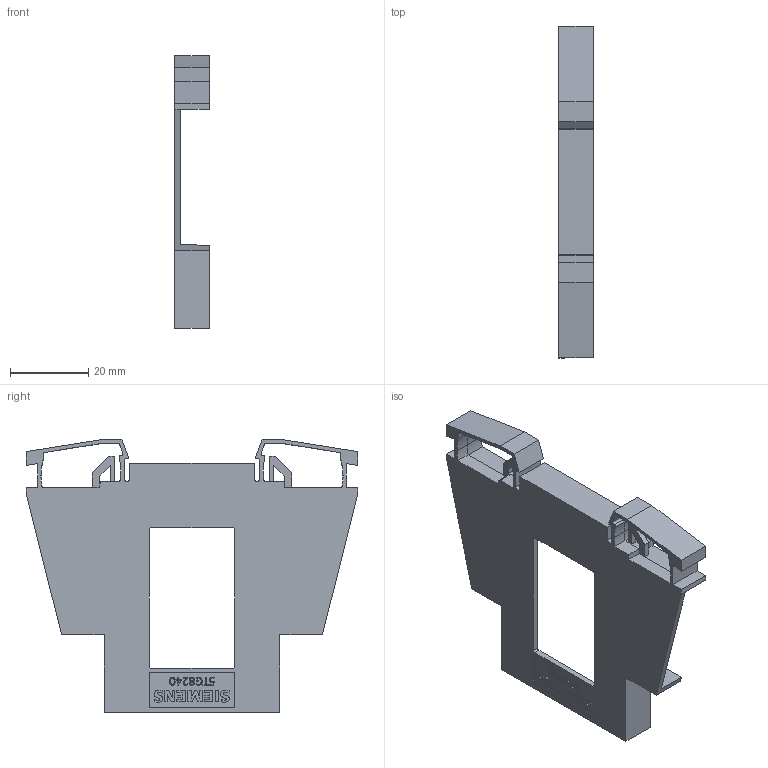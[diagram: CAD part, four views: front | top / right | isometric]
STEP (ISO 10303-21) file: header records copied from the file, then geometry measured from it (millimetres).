
FILE_DESCRIPTION(('STEP AP214'),'1');
FILE_NAME('cctmp_4A5FE488-8ACA-4F0D-9D9E-557F1F012BA1_2023_07_24_21_08_44_0721..stp','2023-07-24T19:08:45',('SIEMENS A&D'),('CADClick - www.CADClick.com'),'Spatial InterOp 3D postprocessed',' ','unknown authorization');
FILE_SCHEMA(('AUTOMOTIVE_DESIGN'));
Length unit declared in the file: millimetre
Products named in the file (1): 2023_07_24_21_08_44_0690
Bounding box: 8.8 x 85 x 69.87 mm (x, y, z)
Volume: 7880.6 mm3; surface area: 11994.3 mm2
Topology: 1 solids, 1 shells, 381 faces, 1059 edges, 695 vertices
Faces by surface type: plane 224, extrusion 119, cone 30, cylinder 8
Entity records: 13803 total; most frequent: CARTESIAN_POINT 3303, ORIENTED_EDGE 2118, DIRECTION 1513, EDGE_CURVE 1059, VECTOR 859, LINE 740, VERTEX_POINT 695, EDGE_LOOP 406
